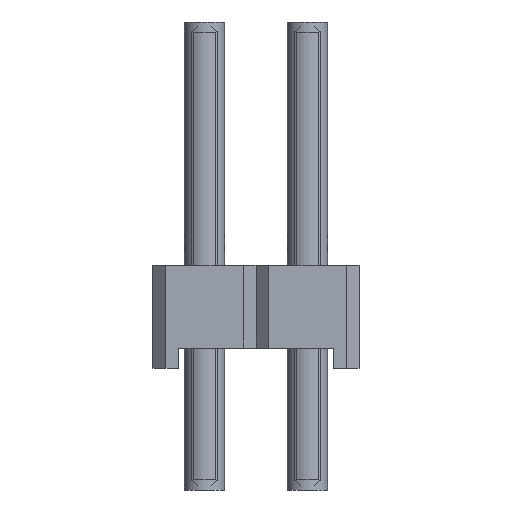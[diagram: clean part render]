
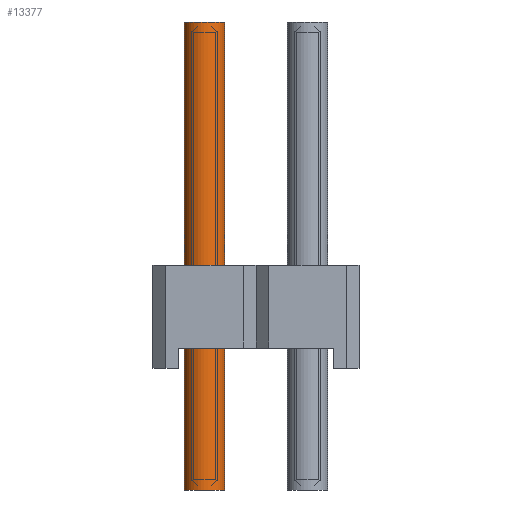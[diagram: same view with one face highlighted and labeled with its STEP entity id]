
A CAD part, left-side view. The second image highlights one B-rep face of the part: STEP entity #13377.
In plain terms, the highlighted cylindrical face has radius 0.5 mm (diameter 1 mm), a full revolution.
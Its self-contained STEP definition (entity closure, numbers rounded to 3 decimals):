
#255=CIRCLE('',#14100,0.5);
#256=CIRCLE('',#14101,0.5);
#732=CYLINDRICAL_SURFACE('',#14099,0.5);
#1077=ORIENTED_EDGE('',*,*,#5027,.F.);
#1078=ORIENTED_EDGE('',*,*,#5028,.T.);
#5027=EDGE_CURVE('',#7011,#7011,#255,.T.);
#5028=EDGE_CURVE('',#7012,#7012,#256,.T.);
#7011=VERTEX_POINT('',#19322);
#7012=VERTEX_POINT('',#19324);
#11367=EDGE_LOOP('',(#1077));
#11368=EDGE_LOOP('',(#1078));
#12155=FACE_BOUND('',#11367,.T.);
#12156=FACE_BOUND('',#11368,.T.);
#13377=ADVANCED_FACE('',(#12155,#12156),#732,.F.);
#14099=AXIS2_PLACEMENT_3D('',#19320,#15379,#15380);
#14100=AXIS2_PLACEMENT_3D('',#19321,#15381,#15382);
#14101=AXIS2_PLACEMENT_3D('',#19323,#15383,#15384);
#15379=DIRECTION('',(0.,0.,1.));
#15380=DIRECTION('',(1.,0.,0.));
#15381=DIRECTION('',(0.,0.,-1.));
#15382=DIRECTION('',(1.,0.,0.));
#15383=DIRECTION('',(0.,0.,-1.));
#15384=DIRECTION('',(1.,0.,0.));
#19320=CARTESIAN_POINT('',(0.,0.,0.));
#19321=CARTESIAN_POINT('',(0.,0.,11.54));
#19322=CARTESIAN_POINT('',(0.5,0.,11.54));
#19323=CARTESIAN_POINT('',(0.,0.,0.));
#19324=CARTESIAN_POINT('',(0.5,0.,0.));
